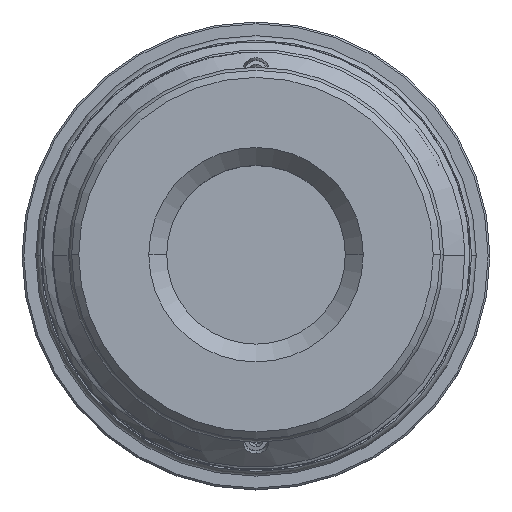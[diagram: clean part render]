
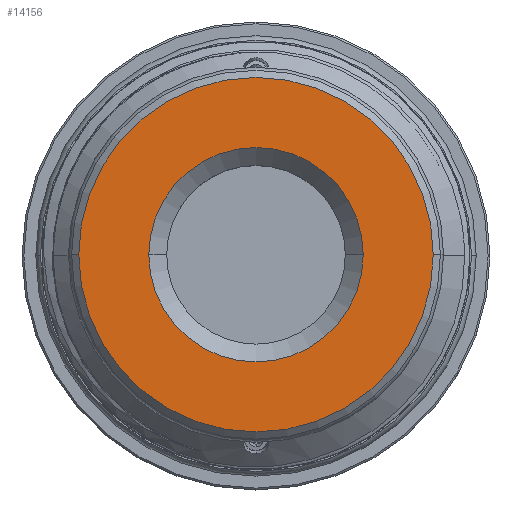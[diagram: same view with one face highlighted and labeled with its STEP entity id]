
A CAD part, top view. The second image highlights one B-rep face of the part: STEP entity #14156.
In plain terms, the highlighted planar face has unit normal (0, 0, 1).
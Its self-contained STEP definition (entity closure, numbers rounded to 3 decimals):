
#139 = DIRECTION ( 'NONE',  ( 0., 0., -1. ) ) ;
#232 = VERTEX_POINT ( 'NONE', #9013 ) ;
#538 = EDGE_LOOP ( 'NONE', ( #15208, #6596 ) ) ;
#584 = CIRCLE ( 'NONE', #11581, 19.84 ) ;
#891 = EDGE_CURVE ( 'NONE', #5691, #232, #12580, .T. ) ;
#917 = PLANE ( 'NONE',  #4768 ) ;
#1584 = EDGE_CURVE ( 'NONE', #2912, #8038, #3231, .T. ) ;
#2361 = CIRCLE ( 'NONE', #15713, 12. ) ;
#2365 = DIRECTION ( 'NONE',  ( 1., 0., 0. ) ) ;
#2912 = VERTEX_POINT ( 'NONE', #6715 ) ;
#3231 = CIRCLE ( 'NONE', #11653, 19.84 ) ;
#3615 = ORIENTED_EDGE ( 'NONE', *, *, #1584, .T. ) ;
#4080 = FACE_OUTER_BOUND ( 'NONE', #12940, .T. ) ;
#4638 = CARTESIAN_POINT ( 'NONE',  ( 0., 0., 85.95 ) ) ;
#4768 = AXIS2_PLACEMENT_3D ( 'NONE', #13003, #9450, #8294 ) ;
#4920 = EDGE_CURVE ( 'NONE', #8038, #2912, #584, .T. ) ;
#5691 = VERTEX_POINT ( 'NONE', #6623 ) ;
#6596 = ORIENTED_EDGE ( 'NONE', *, *, #891, .T. ) ;
#6623 = CARTESIAN_POINT ( 'NONE',  ( -12., 0., 85.95 ) ) ;
#6715 = CARTESIAN_POINT ( 'NONE',  ( 19.84, 0., 85.95 ) ) ;
#7203 = DIRECTION ( 'NONE',  ( 0., 0., 1. ) ) ;
#7713 = DIRECTION ( 'NONE',  ( 0., 0., 1. ) ) ;
#8038 = VERTEX_POINT ( 'NONE', #9317 ) ;
#8294 = DIRECTION ( 'NONE',  ( 1., 0., 0. ) ) ;
#8339 = DIRECTION ( 'NONE',  ( 1., 0., 0. ) ) ;
#9013 = CARTESIAN_POINT ( 'NONE',  ( 12., 0., 85.95 ) ) ;
#9317 = CARTESIAN_POINT ( 'NONE',  ( -19.84, 0., 85.95 ) ) ;
#9450 = DIRECTION ( 'NONE',  ( 0., 0., 1. ) ) ;
#10169 = CARTESIAN_POINT ( 'NONE',  ( 0., 0., 85.95 ) ) ;
#11148 = CARTESIAN_POINT ( 'NONE',  ( 0., 0., 85.95 ) ) ;
#11222 = AXIS2_PLACEMENT_3D ( 'NONE', #11148, #139, #8339 ) ;
#11324 = DIRECTION ( 'NONE',  ( 1., 0., 0. ) ) ;
#11581 = AXIS2_PLACEMENT_3D ( 'NONE', #10169, #7713, #11324 ) ;
#11653 = AXIS2_PLACEMENT_3D ( 'NONE', #11933, #7203, #2365 ) ;
#11699 = ORIENTED_EDGE ( 'NONE', *, *, #4920, .T. ) ;
#11933 = CARTESIAN_POINT ( 'NONE',  ( 0., 0., 85.95 ) ) ;
#12580 = CIRCLE ( 'NONE', #11222, 12. ) ;
#12809 = FACE_BOUND ( 'NONE', #538, .T. ) ;
#12940 = EDGE_LOOP ( 'NONE', ( #11699, #3615 ) ) ;
#13003 = CARTESIAN_POINT ( 'NONE',  ( 20.64, 0., 85.95 ) ) ;
#13188 = DIRECTION ( 'NONE',  ( 1., 0., 0. ) ) ;
#13243 = DIRECTION ( 'NONE',  ( 0., 0., -1. ) ) ;
#13263 = EDGE_CURVE ( 'NONE', #232, #5691, #2361, .T. ) ;
#14156 = ADVANCED_FACE ( 'NONE', ( #12809, #4080 ), #917, .T. ) ;
#15208 = ORIENTED_EDGE ( 'NONE', *, *, #13263, .T. ) ;
#15713 = AXIS2_PLACEMENT_3D ( 'NONE', #4638, #13243, #13188 ) ;
